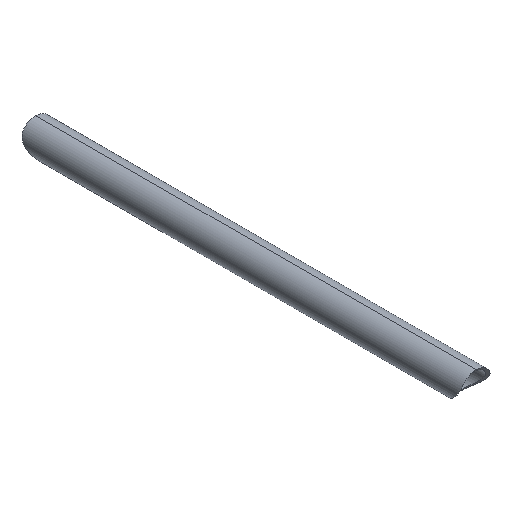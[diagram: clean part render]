
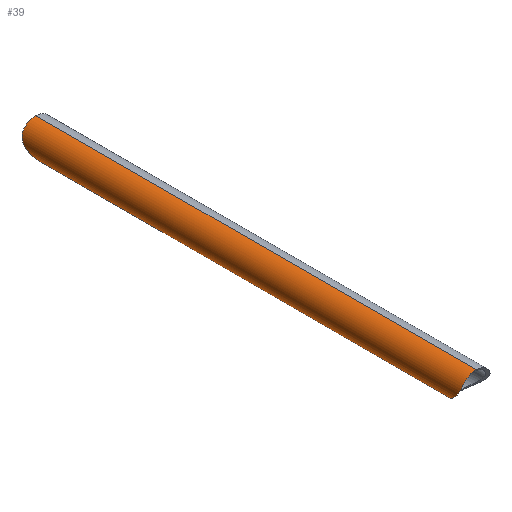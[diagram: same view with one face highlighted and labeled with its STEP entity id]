
A CAD part, isometric view. The second image highlights one B-rep face of the part: STEP entity #39.
In plain terms, the highlighted cylindrical face has radius 10 mm (diameter 20 mm), a partial arc.
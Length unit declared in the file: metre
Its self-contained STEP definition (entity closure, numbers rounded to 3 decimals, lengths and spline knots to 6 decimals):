
#39=ADVANCED_FACE('0:167',(#74),#75,.T.);
#74=FACE_OUTER_BOUND('',#102,.T.);
#75=CYLINDRICAL_SURFACE('',#103,0.01);
#102=EDGE_LOOP('',(#149,#150,#151,#152));
#103=AXIS2_PLACEMENT_3D('',#153,#154,#155);
#149=ORIENTED_EDGE('',*,*,#168,.T.);
#150=ORIENTED_EDGE('',*,*,#187,.F.);
#151=ORIENTED_EDGE('',*,*,#171,.T.);
#152=ORIENTED_EDGE('',*,*,#182,.F.);
#153=CARTESIAN_POINT('',(-0.65,-0.085019,-0.003597));
#154=DIRECTION('',(0.0,1.0,0.0));
#155=DIRECTION('',(0.,0.0,-1.0));
#168=EDGE_CURVE('',#191,#192,#193,.T.);
#171=EDGE_CURVE('',#198,#196,#199,.T.);
#182=EDGE_CURVE('',#191,#196,#216,.F.);
#187=EDGE_CURVE('',#198,#192,#222,.F.);
#191=VERTEX_POINT('',#226);
#192=VERTEX_POINT('',#227);
#193=LINE('',#228,#229);
#196=VERTEX_POINT('',#244);
#198=VERTEX_POINT('',#257);
#199=LINE('',#258,#259);
#216=B_SPLINE_CURVE_WITH_KNOTS('',3,(#372,#373,#374,#375,#376,#377,#378,#379,#380,#381,#382,#383,#384,#385,#386,#387,#388,#389,#390,#391,#392,#393),.UNSPECIFIED.,.F.,.F.,(4,2,2,2,1,2,2,2,1,2,2,4),(23.179107,28.973847,34.768587,40.563327,43.460697,46.358067,53.41058,60.463094,63.989351,67.515608,71.041865,74.568122),.UNSPECIFIED.);
#222=B_SPLINE_CURVE_WITH_KNOTS('',5,(#420,#421,#422,#423,#424,#425,#426,#427,#428,#429,#430,#431,#432,#433,#434,#435,#436,#437,#438,#439,#440,#441,#442,#443,#444,#445,#446,#447,#448,#449,#450,#451),.UNSPECIFIED.,.F.,.F.,(6,3,3,3,3,5,3,3,3,6),(-84.995654,-84.733117,-81.599224,-77.595779,-66.859189,-57.20532,-51.334172,-47.403165,-38.21775,-34.506608),.UNSPECIFIED.);
#226=CARTESIAN_POINT('',(-0.65,0.127948,-0.013597));
#227=CARTESIAN_POINT('',(-0.65,-0.127948,-0.013597));
#228=CARTESIAN_POINT('',(-0.65,-0.085019,-0.013597));
#229=VECTOR('',#454,1.0);
#244=CARTESIAN_POINT('',(-0.65,0.141362,0.006403));
#257=CARTESIAN_POINT('',(-0.65,-0.141362,0.006403));
#258=CARTESIAN_POINT('',(-0.65,-0.085019,0.006403));
#259=VECTOR('',#455,1.0);
#372=CARTESIAN_POINT('',(-0.65,0.141362,0.006403));
#373=CARTESIAN_POINT('',(-0.651323,0.141362,0.006403));
#374=CARTESIAN_POINT('',(-0.652668,0.141403,0.006135));
#375=CARTESIAN_POINT('',(-0.655165,0.141503,0.005073));
#376=CARTESIAN_POINT('',(-0.656315,0.141563,0.004276));
#377=CARTESIAN_POINT('',(-0.658194,0.141485,0.002295));
#378=CARTESIAN_POINT('',(-0.658917,0.141332,0.001109));
#379=CARTESIAN_POINT('',(-0.659592,0.14077,-0.000699));
#380=CARTESIAN_POINT('',(-0.659911,0.140288,-0.00191));
#381=CARTESIAN_POINT('',(-0.66,0.13962,-0.003052));
#382=CARTESIAN_POINT('',(-0.66,0.138363,-0.004925));
#383=CARTESIAN_POINT('',(-0.659743,0.137262,-0.00614));
#384=CARTESIAN_POINT('',(-0.658883,0.134967,-0.008339));
#385=CARTESIAN_POINT('',(-0.658278,0.133767,-0.009333));
#386=CARTESIAN_POINT('',(-0.657087,0.132039,-0.010678));
#387=CARTESIAN_POINT('',(-0.656196,0.130912,-0.011523));
#388=CARTESIAN_POINT('',(-0.655073,0.129902,-0.012243));
#389=CARTESIAN_POINT('',(-0.653818,0.129015,-0.012866));
#390=CARTESIAN_POINT('',(-0.653121,0.128633,-0.013129));
#391=CARTESIAN_POINT('',(-0.651614,0.128097,-0.013497));
#392=CARTESIAN_POINT('',(-0.650805,0.127948,-0.013597));
#393=CARTESIAN_POINT('',(-0.65,0.127948,-0.013597));
#420=CARTESIAN_POINT('',(-0.65,-0.127948,-0.013597));
#421=CARTESIAN_POINT('',(-0.650038,-0.127948,-0.013597));
#422=CARTESIAN_POINT('',(-0.650076,-0.127948,-0.013597));
#423=CARTESIAN_POINT('',(-0.650114,-0.127948,-0.013597));
#424=CARTESIAN_POINT('',(-0.650605,-0.127959,-0.01359));
#425=CARTESIAN_POINT('',(-0.651096,-0.128013,-0.013553));
#426=CARTESIAN_POINT('',(-0.651541,-0.128102,-0.013493));
#427=CARTESIAN_POINT('',(-0.652526,-0.128378,-0.013304));
#428=CARTESIAN_POINT('',(-0.653432,-0.128803,-0.013012));
#429=CARTESIAN_POINT('',(-0.65391,-0.129078,-0.012822));
#430=CARTESIAN_POINT('',(-0.65556,-0.130191,-0.012044));
#431=CARTESIAN_POINT('',(-0.656836,-0.131594,-0.011028));
#432=CARTESIAN_POINT('',(-0.657604,-0.132658,-0.010225));
#433=CARTESIAN_POINT('',(-0.658821,-0.134724,-0.008576));
#434=CARTESIAN_POINT('',(-0.659587,-0.136745,-0.006678));
#435=CARTESIAN_POINT('',(-0.659851,-0.137669,-0.005722));
#436=CARTESIAN_POINT('',(-0.66,-0.138523,-0.004688));
#437=CARTESIAN_POINT('',(-0.66,-0.139254,-0.003597));
#438=CARTESIAN_POINT('',(-0.66,-0.139699,-0.002934));
#439=CARTESIAN_POINT('',(-0.659945,-0.140105,-0.002241));
#440=CARTESIAN_POINT('',(-0.659825,-0.140459,-0.001519));
#441=CARTESIAN_POINT('',(-0.659495,-0.140942,-0.000285));
#442=CARTESIAN_POINT('',(-0.658937,-0.141246,0.000939));
#443=CARTESIAN_POINT('',(-0.658676,-0.14134,0.001422));
#444=CARTESIAN_POINT('',(-0.657682,-0.141568,0.002987));
#445=CARTESIAN_POINT('',(-0.656307,-0.141565,0.004338));
#446=CARTESIAN_POINT('',(-0.655185,-0.141507,0.005113));
#447=CARTESIAN_POINT('',(-0.653454,-0.141424,0.005917));
#448=CARTESIAN_POINT('',(-0.651611,-0.141376,0.006294));
#449=CARTESIAN_POINT('',(-0.651075,-0.141367,0.006367));
#450=CARTESIAN_POINT('',(-0.650536,-0.141362,0.006403));
#451=CARTESIAN_POINT('',(-0.65,-0.141362,0.006403));
#454=DIRECTION('',(-0.0,-1.0,-0.0));
#455=DIRECTION('',(0.0,1.0,0.0));
